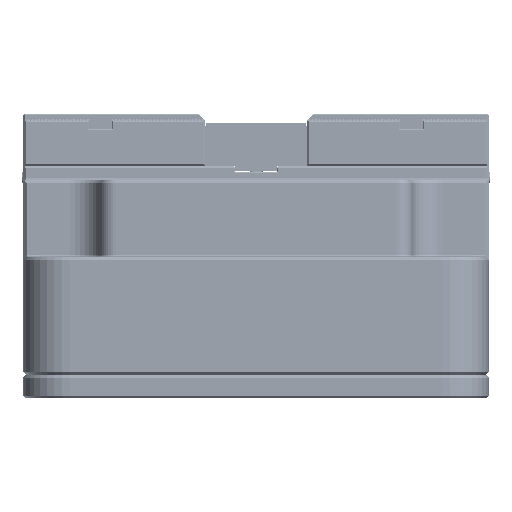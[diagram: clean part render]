
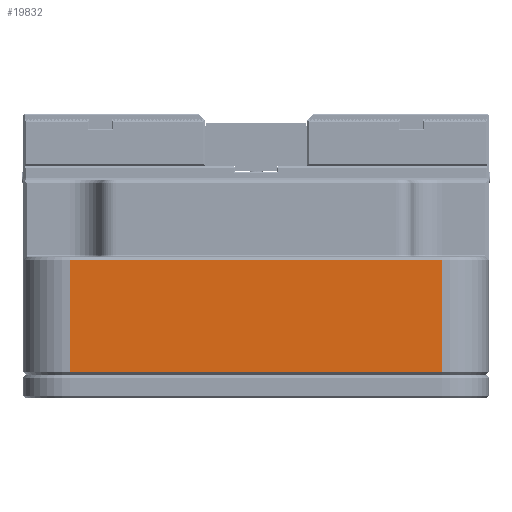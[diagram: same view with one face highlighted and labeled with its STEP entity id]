
A CAD part, left-side view. The second image highlights one B-rep face of the part: STEP entity #19832.
In plain terms, the highlighted planar face has unit normal (-1, 0, 0).
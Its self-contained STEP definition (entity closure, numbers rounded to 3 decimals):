
#19832=ADVANCED_FACE('',(#24846),#22787,.T.);
#22787=PLANE('',#72064);
#24846=FACE_OUTER_BOUND('',#28032,.T.);
#28032=EDGE_LOOP('',(#33351,#33352,#33353,#33354));
#33351=ORIENTED_EDGE('',*,*,#54872,.T.);
#33352=ORIENTED_EDGE('',*,*,#54873,.T.);
#33353=ORIENTED_EDGE('',*,*,#54874,.T.);
#33354=ORIENTED_EDGE('',*,*,#54875,.T.);
#48932=VERTEX_POINT('',#113722);
#48933=VERTEX_POINT('',#113723);
#48934=VERTEX_POINT('',#113725);
#48935=VERTEX_POINT('',#113727);
#54872=EDGE_CURVE('',#48932,#48933,#62647,.T.);
#54873=EDGE_CURVE('',#48933,#48934,#62648,.T.);
#54874=EDGE_CURVE('',#48934,#48935,#62649,.T.);
#54875=EDGE_CURVE('',#48935,#48932,#62650,.T.);
#62647=LINE('',#113721,#67441);
#62648=LINE('',#113724,#67442);
#62649=LINE('',#113726,#67443);
#62650=LINE('',#113728,#67444);
#67441=VECTOR('',#77543,1.);
#67442=VECTOR('',#77544,1.);
#67443=VECTOR('',#77545,1.);
#67444=VECTOR('',#77546,1.);
#72064=AXIS2_PLACEMENT_3D('',#113729,#77547,#77548);
#77543=DIRECTION('',(0.,0.,1.));
#77544=DIRECTION('',(0.,1.,0.));
#77545=DIRECTION('',(0.,0.,-1.));
#77546=DIRECTION('',(0.,-1.,0.));
#77547=DIRECTION('',(-1.,0.,0.));
#77548=DIRECTION('',(0.,0.,-1.));
#113721=CARTESIAN_POINT('',(-100.,-79.98,138.129));
#113722=CARTESIAN_POINT('',(-100.,-79.98,66.629));
#113723=CARTESIAN_POINT('',(-100.,-79.98,114.629));
#113724=CARTESIAN_POINT('',(-100.,0.02,114.629));
#113725=CARTESIAN_POINT('',(-100.,80.02,114.629));
#113726=CARTESIAN_POINT('',(-100.,80.02,138.129));
#113727=CARTESIAN_POINT('',(-100.,80.02,66.629));
#113728=CARTESIAN_POINT('',(-100.,0.02,66.629));
#113729=CARTESIAN_POINT('',(-100.,0.02,138.129));
